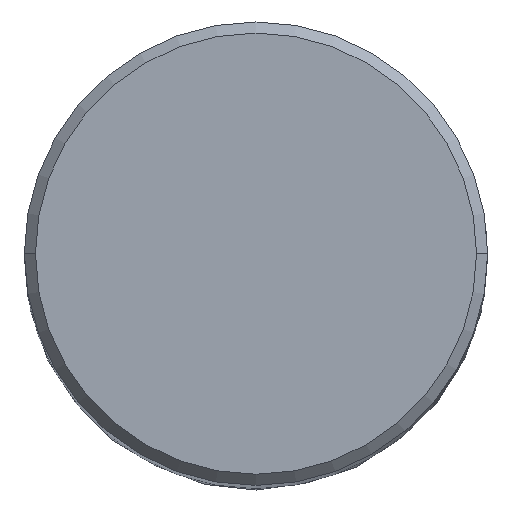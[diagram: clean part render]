
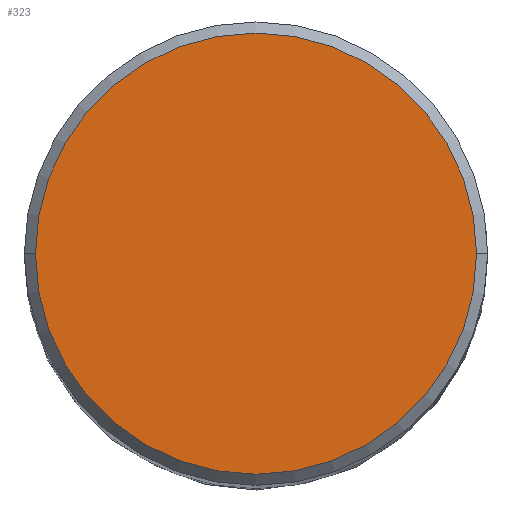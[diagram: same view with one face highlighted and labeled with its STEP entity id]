
A CAD part, top view. The second image highlights one B-rep face of the part: STEP entity #323.
In plain terms, the highlighted planar face has unit normal (0, 0, 1).
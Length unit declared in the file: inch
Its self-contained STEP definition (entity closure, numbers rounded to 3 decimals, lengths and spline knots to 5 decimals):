
#81 = DIRECTION ( 'NONE',  ( 1., 0., 0. ) ) ;
#90 = DIRECTION ( 'NONE',  ( 1., 0., 0. ) ) ;
#92 = CIRCLE ( 'NONE', #130, 0.2975 ) ;
#96 = AXIS2_PLACEMENT_3D ( 'NONE', #135, #162, #90 ) ;
#117 = ORIENTED_EDGE ( 'NONE', *, *, #290, .T. ) ;
#130 = AXIS2_PLACEMENT_3D ( 'NONE', #287, #336, #81 ) ;
#131 = CIRCLE ( 'NONE', #271, 0.2975 ) ;
#135 = CARTESIAN_POINT ( 'NONE',  ( 0., 0., 4. ) ) ;
#147 = CARTESIAN_POINT ( 'NONE',  ( 0.2975, 0., 4. ) ) ;
#150 = CARTESIAN_POINT ( 'NONE',  ( -0.2975, 0., 4. ) ) ;
#156 = FACE_OUTER_BOUND ( 'NONE', #297, .T. ) ;
#162 = DIRECTION ( 'NONE',  ( 0., 0., 1. ) ) ;
#171 = EDGE_CURVE ( 'NONE', #247, #195, #131, .T. ) ;
#172 = CARTESIAN_POINT ( 'NONE',  ( 0., 0., 4. ) ) ;
#186 = ORIENTED_EDGE ( 'NONE', *, *, #171, .T. ) ;
#195 = VERTEX_POINT ( 'NONE', #147 ) ;
#197 = DIRECTION ( 'NONE',  ( 0., 0., 1. ) ) ;
#209 = PLANE ( 'NONE',  #96 ) ;
#247 = VERTEX_POINT ( 'NONE', #150 ) ;
#271 = AXIS2_PLACEMENT_3D ( 'NONE', #172, #197, #300 ) ;
#287 = CARTESIAN_POINT ( 'NONE',  ( 0., 0., 4. ) ) ;
#290 = EDGE_CURVE ( 'NONE', #195, #247, #92, .T. ) ;
#297 = EDGE_LOOP ( 'NONE', ( #186, #117 ) ) ;
#300 = DIRECTION ( 'NONE',  ( 1., 0., 0. ) ) ;
#323 = ADVANCED_FACE ( 'NONE', ( #156 ), #209, .T. ) ;
#336 = DIRECTION ( 'NONE',  ( 0., 0., 1. ) ) ;
